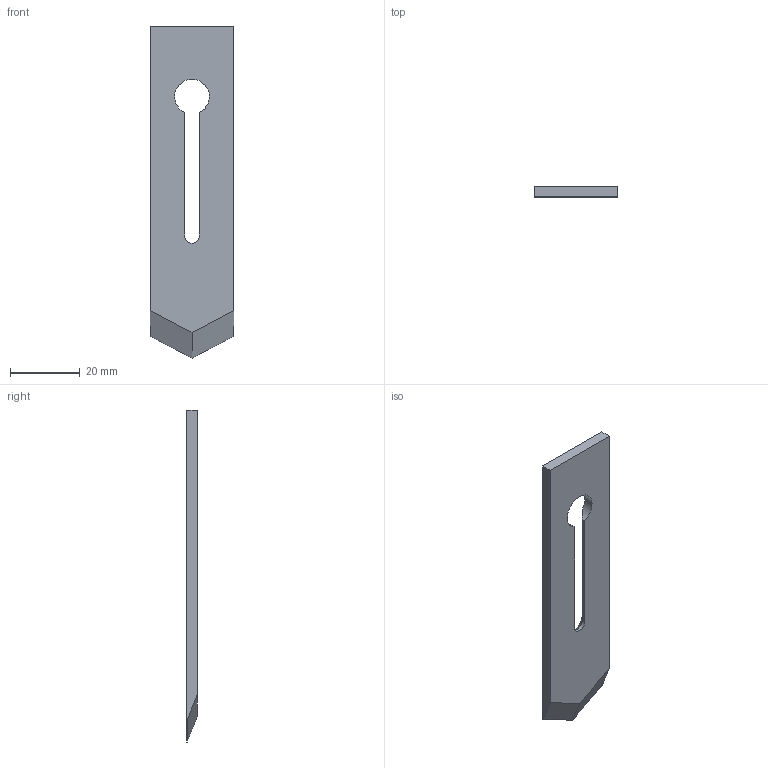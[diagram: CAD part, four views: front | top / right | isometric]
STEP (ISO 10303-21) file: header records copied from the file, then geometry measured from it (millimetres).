
FILE_DESCRIPTION((''),'2;1');
FILE_NAME('COUTEAU','2020-02-16T',('André'),(''),'CREO PARAMETRIC BY PTC INC, 2014190','CREO PARAMETRIC BY PTC INC, 2014190','');
FILE_SCHEMA(('CONFIG_CONTROL_DESIGN'));
Length unit declared in the file: millimetre
Products named in the file (1): COUTEAU
Bounding box: 24 x 3 x 95.25 mm (x, y, z)
Volume: 5530.5 mm3; surface area: 4789.7 mm2
Topology: 1 solids, 1 shells, 16 faces, 39 edges, 25 vertices
Faces by surface type: plane 13, cylinder 2, cone 1
Entity records: 504 total; most frequent: CARTESIAN_POINT 82, ORIENTED_EDGE 78, DIRECTION 74, EDGE_CURVE 39, VECTOR 32, LINE 32, VERTEX_POINT 25, AXIS2_PLACEMENT_3D 21
